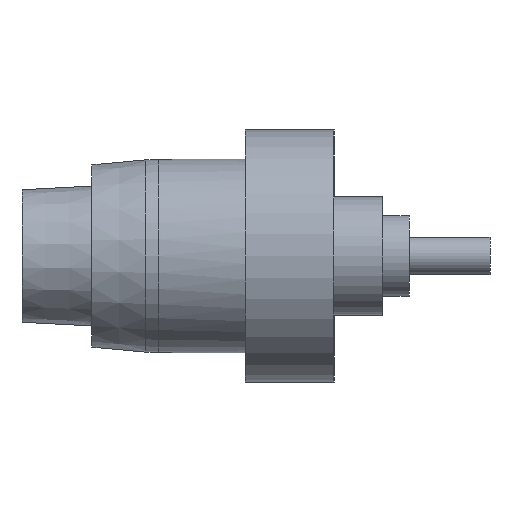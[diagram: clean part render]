
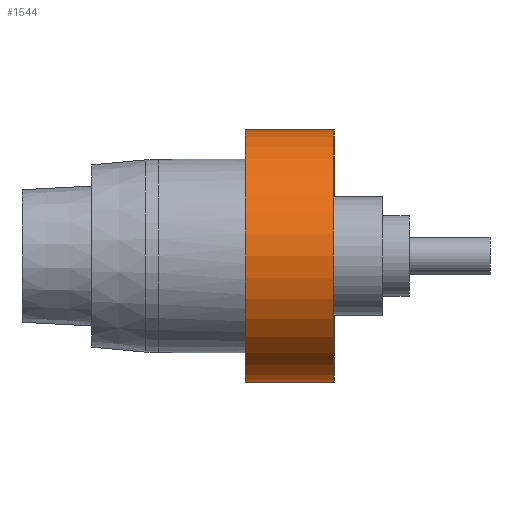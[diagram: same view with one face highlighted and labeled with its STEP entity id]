
A CAD part, left-side view. The second image highlights one B-rep face of the part: STEP entity #1544.
In plain terms, the highlighted cylindrical face has radius 59.69 mm (diameter 119.38 mm), a partial arc.
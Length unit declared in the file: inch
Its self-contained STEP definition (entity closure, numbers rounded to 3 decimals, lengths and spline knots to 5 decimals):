
#28 = CARTESIAN_POINT ( 'NONE',  ( -7.7, 0., 2.35 ) ) ;
#49 = CARTESIAN_POINT ( 'NONE',  ( -7.7, 1.65, 2.35 ) ) ;
#108 = DIRECTION ( 'NONE',  ( 0., 0., 1. ) ) ;
#124 = EDGE_CURVE ( 'NONE', #1019, #679, #1933, .T. ) ;
#140 = DIRECTION ( 'NONE',  ( 0., -1., 0. ) ) ;
#423 = CARTESIAN_POINT ( 'NONE',  ( -7.7, 1.65, -2.35 ) ) ;
#473 = DIRECTION ( 'NONE',  ( 0., 1., 0. ) ) ;
#474 = VECTOR ( 'NONE', #140, 39.37008 ) ;
#489 = EDGE_CURVE ( 'NONE', #1019, #3547, #531, .T. ) ;
#496 = DIRECTION ( 'NONE',  ( 0., 0., 1. ) ) ;
#531 = CIRCLE ( 'NONE', #2996, 2.35 ) ;
#569 = CYLINDRICAL_SURFACE ( 'NONE', #4499, 2.35 ) ;
#679 = VERTEX_POINT ( 'NONE', #1239 ) ;
#744 = ORIENTED_EDGE ( 'NONE', *, *, #489, .F. ) ;
#1019 = VERTEX_POINT ( 'NONE', #423 ) ;
#1239 = CARTESIAN_POINT ( 'NONE',  ( -7.7, 0., -2.35 ) ) ;
#1283 = DIRECTION ( 'NONE',  ( 0., 0., -1. ) ) ;
#1309 = CARTESIAN_POINT ( 'NONE',  ( -7.7, 1.65, 0. ) ) ;
#1538 = LINE ( 'NONE', #3844, #2708 ) ;
#1544 = ADVANCED_FACE ( 'NONE', ( #1654 ), #569, .T. ) ;
#1654 = FACE_OUTER_BOUND ( 'NONE', #3284, .T. ) ;
#1933 = LINE ( 'NONE', #4671, #474 ) ;
#2005 = ORIENTED_EDGE ( 'NONE', *, *, #2992, .T. ) ;
#2308 = CARTESIAN_POINT ( 'NONE',  ( -7.7, 1.65, 0. ) ) ;
#2469 = CIRCLE ( 'NONE', #3722, 2.35 ) ;
#2553 = VERTEX_POINT ( 'NONE', #28 ) ;
#2648 = ORIENTED_EDGE ( 'NONE', *, *, #124, .T. ) ;
#2665 = DIRECTION ( 'NONE',  ( 0., -1., 0. ) ) ;
#2708 = VECTOR ( 'NONE', #2665, 39.37008 ) ;
#2992 = EDGE_CURVE ( 'NONE', #679, #2553, #2469, .T. ) ;
#2996 = AXIS2_PLACEMENT_3D ( 'NONE', #2308, #473, #496 ) ;
#3193 = DIRECTION ( 'NONE',  ( 0., -1., 0. ) ) ;
#3284 = EDGE_LOOP ( 'NONE', ( #2005, #3599, #744, #2648 ) ) ;
#3419 = DIRECTION ( 'NONE',  ( 0., 1., 0. ) ) ;
#3547 = VERTEX_POINT ( 'NONE', #49 ) ;
#3599 = ORIENTED_EDGE ( 'NONE', *, *, #4231, .F. ) ;
#3722 = AXIS2_PLACEMENT_3D ( 'NONE', #4575, #3419, #108 ) ;
#3844 = CARTESIAN_POINT ( 'NONE',  ( -7.7, 1.65, 2.35 ) ) ;
#4231 = EDGE_CURVE ( 'NONE', #3547, #2553, #1538, .T. ) ;
#4499 = AXIS2_PLACEMENT_3D ( 'NONE', #1309, #3193, #1283 ) ;
#4575 = CARTESIAN_POINT ( 'NONE',  ( -7.7, 0., 0. ) ) ;
#4671 = CARTESIAN_POINT ( 'NONE',  ( -7.7, 1.65, -2.35 ) ) ;
